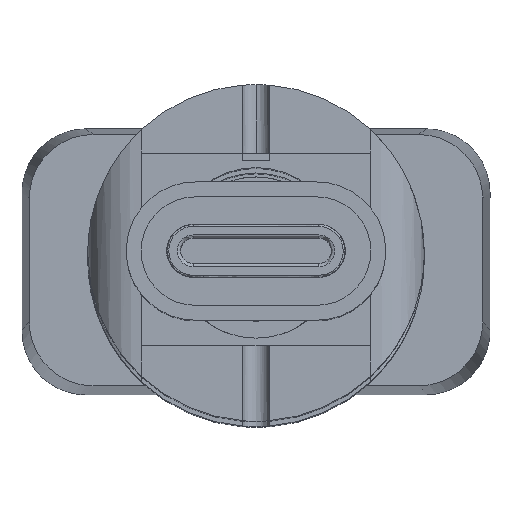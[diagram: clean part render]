
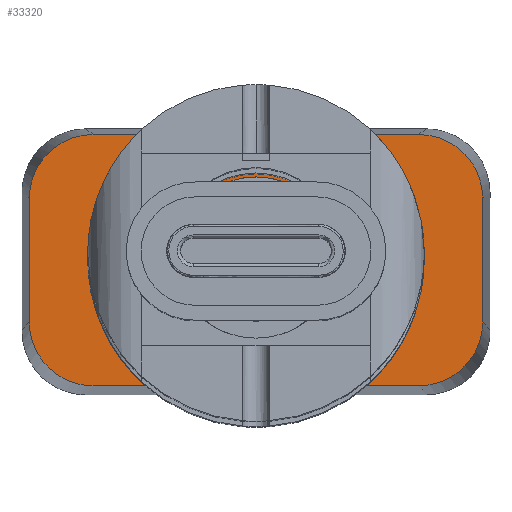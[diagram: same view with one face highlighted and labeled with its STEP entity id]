
A CAD part, top view. The second image highlights one B-rep face of the part: STEP entity #33320.
In plain terms, the highlighted planar face has unit normal (0, 0, 1).
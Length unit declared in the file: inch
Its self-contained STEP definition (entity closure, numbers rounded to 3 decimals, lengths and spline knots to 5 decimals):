
#996 = DIRECTION ( 'NONE',  ( 1., 0., 0. ) ) ;
#2006 = DIRECTION ( 'NONE',  ( 1., 0., 0. ) ) ;
#2226 = EDGE_CURVE ( 'NONE', #34840, #2441, #7011, .T. ) ;
#2441 = VERTEX_POINT ( 'NONE', #5805 ) ;
#3211 = EDGE_CURVE ( 'NONE', #2441, #10333, #22781, .T. ) ;
#5301 = CARTESIAN_POINT ( 'NONE',  ( -0.41947, 0.18354, 1.77165 ) ) ;
#5330 = CARTESIAN_POINT ( 'NONE',  ( -0.41947, -0.18354, 1.77165 ) ) ;
#5445 = EDGE_LOOP ( 'NONE', ( #46525, #14118, #11410, #47294, #33230, #38180, #26095, #31260 ) ) ;
#5797 = VERTEX_POINT ( 'NONE', #28378 ) ;
#5805 = CARTESIAN_POINT ( 'NONE',  ( 0.41947, -0.11435, 1.77165 ) ) ;
#6869 = DIRECTION ( 'NONE',  ( 0., -1., 0. ) ) ;
#7011 =( BOUNDED_CURVE ( )  B_SPLINE_CURVE ( 3, ( #21063, #21782, #48408, #21531 ),
 .UNSPECIFIED., .F., .T. ) 
 B_SPLINE_CURVE_WITH_KNOTS ( ( 4, 4 ),
 ( 5.49782, 7.06855 ),
 .UNSPECIFIED. ) 
 CURVE ( )  GEOMETRIC_REPRESENTATION_ITEM ( )  RATIONAL_B_SPLINE_CURVE ( ( 1., 0.805, 0.805, 1. ) ) 
 REPRESENTATION_ITEM ( '' )  );
#8535 = CARTESIAN_POINT ( 'NONE',  ( -0.41947, 0.11435, 1.77165 ) ) ;
#9075 = VECTOR ( 'NONE', #996, 39.37008 ) ;
#9473 = VECTOR ( 'NONE', #2006, 39.37008 ) ;
#9953 = LINE ( 'NONE', #20867, #9473 ) ;
#10333 = VERTEX_POINT ( 'NONE', #21902 ) ;
#11326 = EDGE_CURVE ( 'NONE', #5797, #34840, #44264, .T. ) ;
#11410 = ORIENTED_EDGE ( 'NONE', *, *, #11326, .T. ) ;
#12492 = CARTESIAN_POINT ( 'NONE',  ( -0.30136, 0.23246, 1.77165 ) ) ;
#13492 = CARTESIAN_POINT ( 'NONE',  ( -0.37054, -0.23246, 1.77165 ) ) ;
#14118 = ORIENTED_EDGE ( 'NONE', *, *, #42514, .T. ) ;
#14478 = VECTOR ( 'NONE', #15092, 39.37008 ) ;
#14634 = VERTEX_POINT ( 'NONE', #27444 ) ;
#15092 = DIRECTION ( 'NONE',  ( 0., 1., 0. ) ) ;
#15866 = VERTEX_POINT ( 'NONE', #19113 ) ;
#16522 = CARTESIAN_POINT ( 'NONE',  ( 0., 0., 1.77165 ) ) ;
#17000 =( BOUNDED_CURVE ( )  B_SPLINE_CURVE ( 3, ( #8535, #5301, #35389, #12492 ),
 .UNSPECIFIED., .F., .T. ) 
 B_SPLINE_CURVE_WITH_KNOTS ( ( 4, 4 ),
 ( 5.49782, 7.06855 ),
 .UNSPECIFIED. ) 
 CURVE ( )  GEOMETRIC_REPRESENTATION_ITEM ( )  RATIONAL_B_SPLINE_CURVE ( ( 1., 0.805, 0.805, 1. ) ) 
 REPRESENTATION_ITEM ( '' )  );
#19113 = CARTESIAN_POINT ( 'NONE',  ( -0.41947, 0.11435, 1.77165 ) ) ;
#20030 = CARTESIAN_POINT ( 'NONE',  ( 0.41947, 0.18354, 1.77165 ) ) ;
#20867 = CARTESIAN_POINT ( 'NONE',  ( 0.49683, 0.23246, 1.77165 ) ) ;
#20946 = CARTESIAN_POINT ( 'NONE',  ( -0.30136, 0.23246, 1.77165 ) ) ;
#20996 = FACE_OUTER_BOUND ( 'NONE', #5445, .T. ) ;
#21063 = CARTESIAN_POINT ( 'NONE',  ( 0.30136, -0.23246, 1.77165 ) ) ;
#21531 = CARTESIAN_POINT ( 'NONE',  ( 0.41947, -0.11435, 1.77165 ) ) ;
#21782 = CARTESIAN_POINT ( 'NONE',  ( 0.37054, -0.23246, 1.77165 ) ) ;
#21902 = CARTESIAN_POINT ( 'NONE',  ( 0.41947, 0.11435, 1.77165 ) ) ;
#22781 = LINE ( 'NONE', #49161, #14478 ) ;
#23749 = PLANE ( 'NONE',  #46098 ) ;
#23998 = DIRECTION ( 'NONE',  ( 1., 0., 0. ) ) ;
#24247 = DIRECTION ( 'NONE',  ( 0., 0., 1. ) ) ;
#24383 = CARTESIAN_POINT ( 'NONE',  ( 0.30136, -0.23246, 1.77165 ) ) ;
#25237 = EDGE_CURVE ( 'NONE', #42511, #14634, #9953, .T. ) ;
#25778 = LINE ( 'NONE', #40946, #36766 ) ;
#26095 = ORIENTED_EDGE ( 'NONE', *, *, #25237, .F. ) ;
#27444 = CARTESIAN_POINT ( 'NONE',  ( 0.30136, 0.23246, 1.77165 ) ) ;
#27469 =( BOUNDED_CURVE ( )  B_SPLINE_CURVE ( 3, ( #39635, #5330, #13492, #28659 ),
 .UNSPECIFIED., .F., .F. ) 
 B_SPLINE_CURVE_WITH_KNOTS ( ( 4, 4 ),
 ( 5.49782, 7.06855 ),
 .UNSPECIFIED. ) 
 CURVE ( )  GEOMETRIC_REPRESENTATION_ITEM ( )  RATIONAL_B_SPLINE_CURVE ( ( 1., 0.805, 0.805, 1. ) ) 
 REPRESENTATION_ITEM ( '' )  );
#27522 = VERTEX_POINT ( 'NONE', #28694 ) ;
#28378 = CARTESIAN_POINT ( 'NONE',  ( -0.30136, -0.23246, 1.77165 ) ) ;
#28659 = CARTESIAN_POINT ( 'NONE',  ( -0.30136, -0.23246, 1.77165 ) ) ;
#28694 = CARTESIAN_POINT ( 'NONE',  ( -0.41947, -0.11435, 1.77165 ) ) ;
#30591 = CARTESIAN_POINT ( 'NONE',  ( 0., -0.23246, 1.77165 ) ) ;
#31260 = ORIENTED_EDGE ( 'NONE', *, *, #46748, .F. ) ;
#33230 = ORIENTED_EDGE ( 'NONE', *, *, #3211, .T. ) ;
#33320 = ADVANCED_FACE ( 'NONE', ( #20996 ), #23749, .T. ) ;
#34840 = VERTEX_POINT ( 'NONE', #24383 ) ;
#35389 = CARTESIAN_POINT ( 'NONE',  ( -0.37054, 0.23246, 1.77165 ) ) ;
#36671 = EDGE_CURVE ( 'NONE', #15866, #27522, #25778, .T. ) ;
#36766 = VECTOR ( 'NONE', #6869, 39.37008 ) ;
#38180 = ORIENTED_EDGE ( 'NONE', *, *, #44973, .F. ) ;
#39229 = CARTESIAN_POINT ( 'NONE',  ( 0.37054, 0.23246, 1.77165 ) ) ;
#39635 = CARTESIAN_POINT ( 'NONE',  ( -0.41947, -0.11435, 1.77165 ) ) ;
#39710 = CARTESIAN_POINT ( 'NONE',  ( 0.41947, 0.11435, 1.77165 ) ) ;
#40946 = CARTESIAN_POINT ( 'NONE',  ( -0.41947, 0., 1.77165 ) ) ;
#42511 = VERTEX_POINT ( 'NONE', #20946 ) ;
#42514 = EDGE_CURVE ( 'NONE', #27522, #5797, #27469, .T. ) ;
#43436 = CARTESIAN_POINT ( 'NONE',  ( 0.30136, 0.23246, 1.77165 ) ) ;
#44264 = LINE ( 'NONE', #30591, #9075 ) ;
#44973 = EDGE_CURVE ( 'NONE', #14634, #10333, #45940, .T. ) ;
#45940 =( BOUNDED_CURVE ( )  B_SPLINE_CURVE ( 3, ( #43436, #39229, #20030, #39710 ),
 .UNSPECIFIED., .F., .T. ) 
 B_SPLINE_CURVE_WITH_KNOTS ( ( 4, 4 ),
 ( 5.49782, 7.06855 ),
 .UNSPECIFIED. ) 
 CURVE ( )  GEOMETRIC_REPRESENTATION_ITEM ( )  RATIONAL_B_SPLINE_CURVE ( ( 1., 0.805, 0.805, 1. ) ) 
 REPRESENTATION_ITEM ( '' )  );
#46098 = AXIS2_PLACEMENT_3D ( 'NONE', #16522, #24247, #23998 ) ;
#46525 = ORIENTED_EDGE ( 'NONE', *, *, #36671, .T. ) ;
#46748 = EDGE_CURVE ( 'NONE', #15866, #42511, #17000, .T. ) ;
#47294 = ORIENTED_EDGE ( 'NONE', *, *, #2226, .T. ) ;
#48408 = CARTESIAN_POINT ( 'NONE',  ( 0.41947, -0.18354, 1.77165 ) ) ;
#49161 = CARTESIAN_POINT ( 'NONE',  ( 0.41947, 0., 1.77165 ) ) ;
